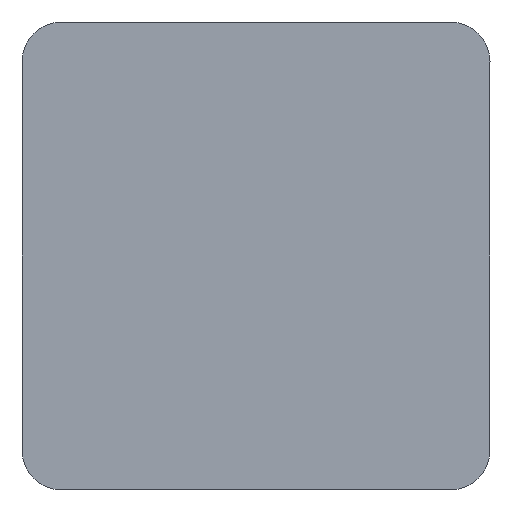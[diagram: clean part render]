
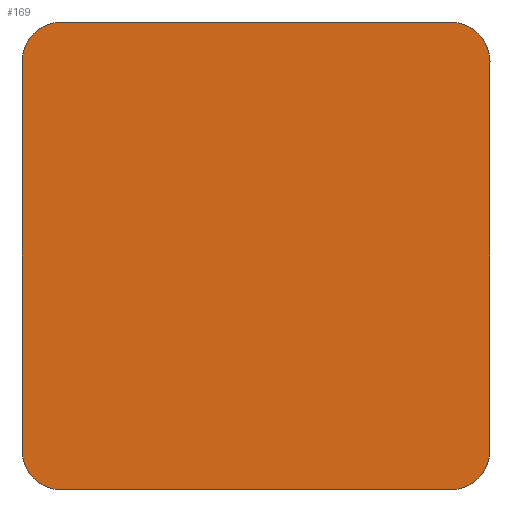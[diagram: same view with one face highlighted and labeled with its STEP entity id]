
A CAD part, top view. The second image highlights one B-rep face of the part: STEP entity #169.
In plain terms, the highlighted planar face has unit normal (0, 0, 1).
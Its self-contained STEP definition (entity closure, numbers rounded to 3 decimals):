
#77=EDGE_CURVE('',#159,#155,#195,.T.);
#83=EDGE_CURVE('',#155,#111,#201,.T.);
#89=VERTEX_POINT('',#208);
#91=EDGE_CURVE('',#111,#147,#210,.T.);
#93=VERTEX_POINT('',#212);
#111=VERTEX_POINT('',#231);
#117=VERTEX_POINT('',#238);
#123=EDGE_CURVE('',#89,#93,#244,.T.);
#135=EDGE_CURVE('',#93,#117,#259,.T.);
#137=EDGE_CURVE('',#117,#143,#261,.T.);
#141=EDGE_CURVE('',#147,#89,#265,.T.);
#143=VERTEX_POINT('',#267);
#147=VERTEX_POINT('',#271);
#153=EDGE_CURVE('',#143,#159,#277,.T.);
#155=VERTEX_POINT('',#279);
#159=VERTEX_POINT('',#283);
#169=ADVANCED_FACE('',(#295),#296,.T.);
#195=CIRCLE('',#315,1.2);
#201=LINE('',#322,#323);
#208=CARTESIAN_POINT('',(14.05,12.85,0.0));
#210=CIRCLE('',#333,1.2);
#212=CARTESIAN_POINT('',(12.85,14.05,0.0));
#231=CARTESIAN_POINT('',(12.85,0.0,0.0));
#238=CARTESIAN_POINT('',(1.2,14.05,0.0));
#244=CIRCLE('',#380,1.2);
#259=LINE('',#400,#401);
#261=CIRCLE('',#404,1.2);
#265=LINE('',#410,#411);
#267=CARTESIAN_POINT('',(0.,12.85,0.0));
#271=CARTESIAN_POINT('',(14.05,1.2,0.0));
#277=LINE('',#428,#429);
#279=CARTESIAN_POINT('',(1.2,0.0,0.0));
#283=CARTESIAN_POINT('',(0.0,1.2,0.0));
#295=FACE_OUTER_BOUND('',#451,.T.);
#296=PLANE('',#452);
#315=AXIS2_PLACEMENT_3D('',#465,#466,#467);
#322=CARTESIAN_POINT('',(1.2,0.0,0.0));
#323=VECTOR('',#468,1.0);
#333=AXIS2_PLACEMENT_3D('',#477,#478,#479);
#380=AXIS2_PLACEMENT_3D('',#506,#507,#508);
#400=CARTESIAN_POINT('',(12.85,14.05,0.0));
#401=VECTOR('',#539,1.0);
#404=AXIS2_PLACEMENT_3D('',#540,#541,#542);
#410=CARTESIAN_POINT('',(14.05,1.2,0.0));
#411=VECTOR('',#546,1.0);
#428=CARTESIAN_POINT('',(0.0,12.85,0.0));
#429=VECTOR('',#549,1.0);
#451=EDGE_LOOP('',(#569,#570,#571,#572,#573,#574,#575,#576));
#452=AXIS2_PLACEMENT_3D('',#577,#578,#579);
#465=CARTESIAN_POINT('',(1.2,1.2,0.0));
#466=DIRECTION('',(0.0,0.0,1.0));
#467=DIRECTION('',(-1.0,0.,0.0));
#468=DIRECTION('',(1.0,0.0,0.0));
#477=CARTESIAN_POINT('',(12.85,1.2,0.0));
#478=DIRECTION('',(0.0,0.0,1.0));
#479=DIRECTION('',(0.,-1.0,0.0));
#506=CARTESIAN_POINT('',(12.85,12.85,0.0));
#507=DIRECTION('',(0.0,-0.0,1.0));
#508=DIRECTION('',(1.0,0.,0.0));
#539=DIRECTION('',(-1.0,0.0,0.0));
#540=CARTESIAN_POINT('',(1.2,12.85,0.0));
#541=DIRECTION('',(0.0,0.0,1.0));
#542=DIRECTION('',(0.,1.0,0.0));
#546=DIRECTION('',(0.0,1.0,0.0));
#549=DIRECTION('',(0.0,-1.0,0.0));
#569=ORIENTED_EDGE('',*,*,#83,.T.);
#570=ORIENTED_EDGE('',*,*,#91,.T.);
#571=ORIENTED_EDGE('',*,*,#141,.T.);
#572=ORIENTED_EDGE('',*,*,#123,.T.);
#573=ORIENTED_EDGE('',*,*,#135,.T.);
#574=ORIENTED_EDGE('',*,*,#137,.T.);
#575=ORIENTED_EDGE('',*,*,#153,.T.);
#576=ORIENTED_EDGE('',*,*,#77,.T.);
#577=CARTESIAN_POINT('',(7.025,7.025,0.0));
#578=DIRECTION('',(0.0,0.0,1.0));
#579=DIRECTION('',(1.0,0.0,0.0));
